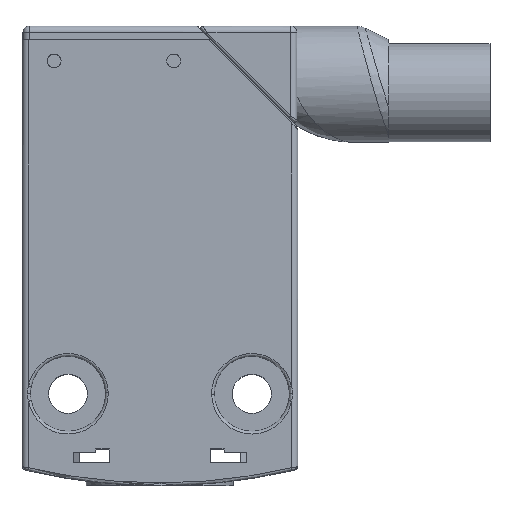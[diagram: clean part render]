
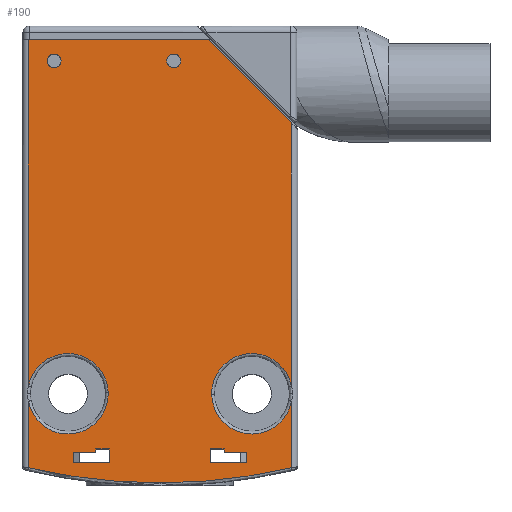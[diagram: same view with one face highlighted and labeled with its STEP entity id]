
A CAD part, top view. The second image highlights one B-rep face of the part: STEP entity #190.
In plain terms, the highlighted planar face has unit normal (0, 0, 1).
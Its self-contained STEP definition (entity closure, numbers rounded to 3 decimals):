
#190=ADVANCED_FACE('',(#618,#619,#620,#621,#622),#623,.T.);
#618=FACE_OUTER_BOUND('',#1938,.T.);
#619=FACE_BOUND('',#1939,.T.);
#620=FACE_BOUND('',#1940,.T.);
#621=FACE_BOUND('',#1941,.T.);
#622=FACE_BOUND('',#1942,.T.);
#623=PLANE('',#1943);
#1938=EDGE_LOOP('',(#4271,#4272,#4273,#4274,#4275,#4276,#4277,#4278,#4279,#4280,#4281,#4282));
#1939=EDGE_LOOP('',(#4283,#4284,#4285,#4286,#4287,#4288));
#1940=EDGE_LOOP('',(#4289,#4290,#4291,#4292,#4293,#4294));
#1941=EDGE_LOOP('',(#4295,#4296));
#1942=EDGE_LOOP('',(#4297,#4298));
#1943=AXIS2_PLACEMENT_3D('',#4299,#4300,#4301);
#4271=ORIENTED_EDGE('',*,*,#6001,.T.);
#4272=ORIENTED_EDGE('',*,*,#5983,.T.);
#4273=ORIENTED_EDGE('',*,*,#6002,.T.);
#4274=ORIENTED_EDGE('',*,*,#6003,.T.);
#4275=ORIENTED_EDGE('',*,*,#6004,.F.);
#4276=ORIENTED_EDGE('',*,*,#6005,.F.);
#4277=ORIENTED_EDGE('',*,*,#5996,.T.);
#4278=ORIENTED_EDGE('',*,*,#5970,.T.);
#4279=ORIENTED_EDGE('',*,*,#6006,.T.);
#4280=ORIENTED_EDGE('',*,*,#6000,.T.);
#4281=ORIENTED_EDGE('',*,*,#6007,.T.);
#4282=ORIENTED_EDGE('',*,*,#6008,.F.);
#4283=ORIENTED_EDGE('',*,*,#6009,.F.);
#4284=ORIENTED_EDGE('',*,*,#6010,.F.);
#4285=ORIENTED_EDGE('',*,*,#6011,.F.);
#4286=ORIENTED_EDGE('',*,*,#6012,.T.);
#4287=ORIENTED_EDGE('',*,*,#6013,.F.);
#4288=ORIENTED_EDGE('',*,*,#6014,.F.);
#4289=ORIENTED_EDGE('',*,*,#6015,.T.);
#4290=ORIENTED_EDGE('',*,*,#6016,.F.);
#4291=ORIENTED_EDGE('',*,*,#6017,.F.);
#4292=ORIENTED_EDGE('',*,*,#6018,.F.);
#4293=ORIENTED_EDGE('',*,*,#6019,.F.);
#4294=ORIENTED_EDGE('',*,*,#6020,.F.);
#4295=ORIENTED_EDGE('',*,*,#6021,.T.);
#4296=ORIENTED_EDGE('',*,*,#6022,.T.);
#4297=ORIENTED_EDGE('',*,*,#6023,.T.);
#4298=ORIENTED_EDGE('',*,*,#6024,.T.);
#4299=CARTESIAN_POINT('',(0.0,-14.2,8.0));
#4300=DIRECTION('',(0.0,0.0,1.0));
#4301=DIRECTION('',(-1.0,0.0,0.0));
#5970=EDGE_CURVE('',#6909,#6906,#6910,.T.);
#5983=EDGE_CURVE('',#6935,#6932,#6936,.T.);
#5996=EDGE_CURVE('',#6960,#6909,#6961,.T.);
#6000=EDGE_CURVE('',#6956,#6965,#6967,.T.);
#6001=EDGE_CURVE('',#6968,#6935,#6969,.T.);
#6002=EDGE_CURVE('',#6932,#6970,#6971,.T.);
#6003=EDGE_CURVE('',#6970,#6972,#6973,.T.);
#6004=EDGE_CURVE('',#6974,#6972,#6975,.T.);
#6005=EDGE_CURVE('',#6960,#6974,#6976,.T.);
#6006=EDGE_CURVE('',#6906,#6956,#6977,.T.);
#6007=EDGE_CURVE('',#6965,#6978,#6979,.T.);
#6008=EDGE_CURVE('',#6968,#6978,#6980,.T.);
#6009=EDGE_CURVE('',#6981,#6982,#6983,.T.);
#6010=EDGE_CURVE('',#6984,#6981,#6985,.T.);
#6011=EDGE_CURVE('',#6986,#6984,#6987,.T.);
#6012=EDGE_CURVE('',#6986,#6988,#6989,.T.);
#6013=EDGE_CURVE('',#6990,#6988,#6991,.T.);
#6014=EDGE_CURVE('',#6982,#6990,#6992,.T.);
#6015=EDGE_CURVE('',#6993,#6994,#6995,.T.);
#6016=EDGE_CURVE('',#6996,#6994,#6997,.T.);
#6017=EDGE_CURVE('',#6998,#6996,#6999,.T.);
#6018=EDGE_CURVE('',#7000,#6998,#7001,.T.);
#6019=EDGE_CURVE('',#7002,#7000,#7003,.T.);
#6020=EDGE_CURVE('',#6993,#7002,#7004,.T.);
#6021=EDGE_CURVE('',#7005,#7006,#7007,.T.);
#6022=EDGE_CURVE('',#7006,#7005,#7008,.T.);
#6023=EDGE_CURVE('',#7009,#7010,#7011,.T.);
#6024=EDGE_CURVE('',#7010,#7009,#7012,.T.);
#6906=VERTEX_POINT('',#8626);
#6909=VERTEX_POINT('',#8629);
#6910=CIRCLE('',#8630,4.375);
#6932=VERTEX_POINT('',#8652);
#6935=VERTEX_POINT('',#8655);
#6936=CIRCLE('',#8656,4.375);
#6956=VERTEX_POINT('',#8684);
#6960=VERTEX_POINT('',#8698);
#6961=LINE('',#8699,#8700);
#6965=VERTEX_POINT('',#8714);
#6967=LINE('',#8722,#8723);
#6968=VERTEX_POINT('',#8724);
#6969=LINE('',#8725,#8726);
#6970=VERTEX_POINT('',#8727);
#6971=CIRCLE('',#8728,4.375);
#6972=VERTEX_POINT('',#8729);
#6973=LINE('',#8730,#8731);
#6974=VERTEX_POINT('',#8732);
#6975=CIRCLE('',#8733,63.1);
#6976=CIRCLE('',#8734,63.1);
#6977=CIRCLE('',#8735,4.375);
#6978=VERTEX_POINT('',#8736);
#6979=LINE('',#8737,#8738);
#6980=LINE('',#8739,#8740);
#6981=VERTEX_POINT('',#8741);
#6982=VERTEX_POINT('',#8742);
#6983=LINE('',#8743,#8744);
#6984=VERTEX_POINT('',#8745);
#6985=LINE('',#8746,#8747);
#6986=VERTEX_POINT('',#8748);
#6987=LINE('',#8749,#8750);
#6988=VERTEX_POINT('',#8751);
#6989=LINE('',#8752,#8753);
#6990=VERTEX_POINT('',#8754);
#6991=LINE('',#8755,#8756);
#6992=LINE('',#8757,#8758);
#6993=VERTEX_POINT('',#8759);
#6994=VERTEX_POINT('',#8760);
#6995=LINE('',#8761,#8762);
#6996=VERTEX_POINT('',#8763);
#6997=LINE('',#8764,#8765);
#6998=VERTEX_POINT('',#8766);
#6999=LINE('',#8767,#8768);
#7000=VERTEX_POINT('',#8769);
#7001=LINE('',#8770,#8771);
#7002=VERTEX_POINT('',#8772);
#7003=LINE('',#8773,#8774);
#7004=LINE('',#8775,#8776);
#7005=VERTEX_POINT('',#8777);
#7006=VERTEX_POINT('',#8778);
#7007=CIRCLE('',#8779,0.75);
#7008=CIRCLE('',#8780,0.75);
#7009=VERTEX_POINT('',#8781);
#7010=VERTEX_POINT('',#8782);
#7011=CIRCLE('',#8783,0.75);
#7012=CIRCLE('',#8784,0.75);
#8626=CARTESIAN_POINT('',(5.626,-4.8,8.0));
#8629=CARTESIAN_POINT('',(14.3,-5.507,8.0));
#8630=AXIS2_PLACEMENT_3D('',#11032,#11033,#11034);
#8652=CARTESIAN_POINT('',(-5.627,-4.558,8.0));
#8655=CARTESIAN_POINT('',(-14.3,-3.893,8.0));
#8656=AXIS2_PLACEMENT_3D('',#11071,#11072,#11073);
#8684=CARTESIAN_POINT('',(14.3,-3.893,8.));
#8698=CARTESIAN_POINT('',(14.3,-12.748,8.0));
#8699=CARTESIAN_POINT('',(14.3,-12.748,8.0));
#8700=VECTOR('',#11088,7.242);
#8714=CARTESIAN_POINT('',(14.3,24.76,8.0));
#8722=CARTESIAN_POINT('',(14.3,-3.893,8.));
#8723=VECTOR('',#11089,28.653);
#8724=CARTESIAN_POINT('',(-14.3,33.8,8.0));
#8725=CARTESIAN_POINT('',(-14.3,33.8,8.0));
#8726=VECTOR('',#11090,37.693);
#8727=CARTESIAN_POINT('',(-14.3,-5.507,8.));
#8728=AXIS2_PLACEMENT_3D('',#11091,#11092,#11093);
#8729=CARTESIAN_POINT('',(-14.3,-12.748,8.0));
#8730=CARTESIAN_POINT('',(-14.3,-5.507,8.));
#8731=VECTOR('',#11094,7.242);
#8732=CARTESIAN_POINT('',(0.,-14.39,8.0));
#8733=AXIS2_PLACEMENT_3D('',#11095,#11096,#11097);
#8734=AXIS2_PLACEMENT_3D('',#11098,#11099,#11100);
#8735=AXIS2_PLACEMENT_3D('',#11101,#11102,#11103);
#8736=CARTESIAN_POINT('',(5.26,33.8,8.0));
#8737=CARTESIAN_POINT('',(14.3,24.76,8.0));
#8738=VECTOR('',#11104,12.784);
#8739=CARTESIAN_POINT('',(-14.3,33.8,8.0));
#8740=VECTOR('',#11105,19.56);
#8741=CARTESIAN_POINT('',(5.5,-12.2,8.0));
#8742=CARTESIAN_POINT('',(9.375,-12.2,8.0));
#8743=CARTESIAN_POINT('',(5.5,-12.2,8.0));
#8744=VECTOR('',#11106,3.875);
#8745=CARTESIAN_POINT('',(5.5,-10.7,8.0));
#8746=CARTESIAN_POINT('',(5.5,-10.7,8.0));
#8747=VECTOR('',#11107,1.5);
#8748=CARTESIAN_POINT('',(6.977,-10.7,8.0));
#8749=CARTESIAN_POINT('',(6.977,-10.7,8.0));
#8750=VECTOR('',#11108,1.477);
#8751=CARTESIAN_POINT('',(6.977,-11.05,8.0));
#8752=CARTESIAN_POINT('',(6.977,-10.7,8.0));
#8753=VECTOR('',#11109,0.35);
#8754=CARTESIAN_POINT('',(9.375,-11.05,8.0));
#8755=CARTESIAN_POINT('',(9.375,-11.05,8.0));
#8756=VECTOR('',#11110,2.398);
#8757=CARTESIAN_POINT('',(9.375,-12.2,8.0));
#8758=VECTOR('',#11111,1.15);
#8759=CARTESIAN_POINT('',(-5.5,-10.7,8.0));
#8760=CARTESIAN_POINT('',(-5.5,-12.2,8.0));
#8761=CARTESIAN_POINT('',(-5.5,-10.7,8.0));
#8762=VECTOR('',#11112,1.5);
#8763=CARTESIAN_POINT('',(-9.375,-12.2,8.0));
#8764=CARTESIAN_POINT('',(-9.375,-12.2,8.0));
#8765=VECTOR('',#11113,3.875);
#8766=CARTESIAN_POINT('',(-9.375,-11.05,8.0));
#8767=CARTESIAN_POINT('',(-9.375,-11.05,8.0));
#8768=VECTOR('',#11114,1.15);
#8769=CARTESIAN_POINT('',(-6.977,-11.05,8.0));
#8770=CARTESIAN_POINT('',(-6.977,-11.05,8.0));
#8771=VECTOR('',#11115,2.398);
#8772=CARTESIAN_POINT('',(-6.977,-10.7,8.0));
#8773=CARTESIAN_POINT('',(-6.977,-10.7,8.0));
#8774=VECTOR('',#11116,0.35);
#8775=CARTESIAN_POINT('',(-5.5,-10.7,8.0));
#8776=VECTOR('',#11117,1.477);
#8777=CARTESIAN_POINT('',(2.25,31.5,8.0));
#8778=CARTESIAN_POINT('',(0.75,31.5,8.0));
#8779=AXIS2_PLACEMENT_3D('',#11118,#11119,#11120);
#8780=AXIS2_PLACEMENT_3D('',#11121,#11122,#11123);
#8781=CARTESIAN_POINT('',(-10.75,31.5,8.0));
#8782=CARTESIAN_POINT('',(-12.25,31.5,8.0));
#8783=AXIS2_PLACEMENT_3D('',#11124,#11125,#11126);
#8784=AXIS2_PLACEMENT_3D('',#11127,#11128,#11129);
#11032=CARTESIAN_POINT('',(10.0,-4.7,8.0));
#11033=DIRECTION('',(0.0,-0.0,-1.0));
#11034=DIRECTION('',(0.983,-0.184,0.0));
#11071=CARTESIAN_POINT('',(-10.0,-4.7,8.0));
#11072=DIRECTION('',(0.0,0.0,-1.0));
#11073=DIRECTION('',(-0.983,0.184,0.0));
#11088=DIRECTION('',(0.,1.,0.));
#11089=DIRECTION('',(0.,1.,0.));
#11090=DIRECTION('',(0.,-1.,0.));
#11091=CARTESIAN_POINT('',(-10.0,-4.7,8.0));
#11092=DIRECTION('',(0.0,0.0,-1.0));
#11093=DIRECTION('',(-0.983,0.184,0.0));
#11094=DIRECTION('',(0.,-1.,0.));
#11095=CARTESIAN_POINT('',(0.0,48.71,8.0));
#11096=DIRECTION('',(0.0,0.0,-1.0));
#11097=DIRECTION('',(0.0,-1.0,0.0));
#11098=CARTESIAN_POINT('',(0.0,48.71,8.0));
#11099=DIRECTION('',(0.0,-0.0,-1.0));
#11100=DIRECTION('',(0.227,-0.974,0.0));
#11101=CARTESIAN_POINT('',(10.0,-4.7,8.0));
#11102=DIRECTION('',(0.0,-0.0,-1.0));
#11103=DIRECTION('',(0.983,-0.184,0.0));
#11104=DIRECTION('',(-0.707,0.707,0.0));
#11105=DIRECTION('',(1.0,0.0,0.0));
#11106=DIRECTION('',(1.0,0.0,0.0));
#11107=DIRECTION('',(0.0,-1.0,0.0));
#11108=DIRECTION('',(-1.0,0.0,0.0));
#11109=DIRECTION('',(0.0,-1.0,0.0));
#11110=DIRECTION('',(-1.0,0.0,0.0));
#11111=DIRECTION('',(0.0,1.0,0.0));
#11112=DIRECTION('',(0.0,-1.0,0.0));
#11113=DIRECTION('',(1.0,0.0,0.0));
#11114=DIRECTION('',(0.0,-1.0,0.0));
#11115=DIRECTION('',(-1.0,0.0,0.0));
#11116=DIRECTION('',(0.0,-1.0,0.0));
#11117=DIRECTION('',(-1.0,0.0,0.0));
#11118=CARTESIAN_POINT('',(1.5,31.5,8.0));
#11119=DIRECTION('',(0.0,0.0,-1.0));
#11120=DIRECTION('',(1.0,0.0,0.0));
#11121=CARTESIAN_POINT('',(1.5,31.5,8.0));
#11122=DIRECTION('',(0.0,0.0,-1.0));
#11123=DIRECTION('',(-1.0,0.0,0.0));
#11124=CARTESIAN_POINT('',(-11.5,31.5,8.0));
#11125=DIRECTION('',(0.0,0.0,-1.0));
#11126=DIRECTION('',(1.0,0.0,0.0));
#11127=CARTESIAN_POINT('',(-11.5,31.5,8.0));
#11128=DIRECTION('',(0.0,0.0,-1.0));
#11129=DIRECTION('',(-1.0,0.0,0.0));
